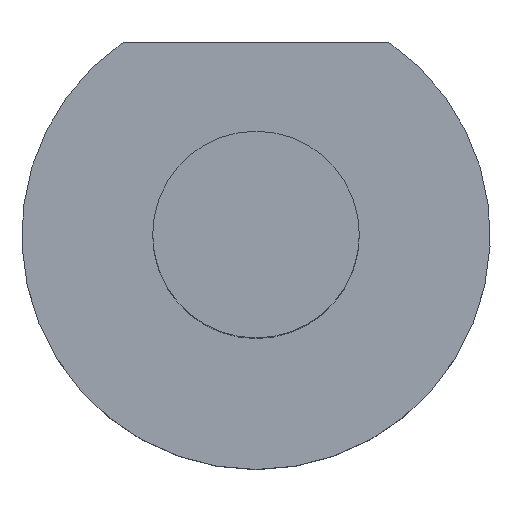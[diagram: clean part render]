
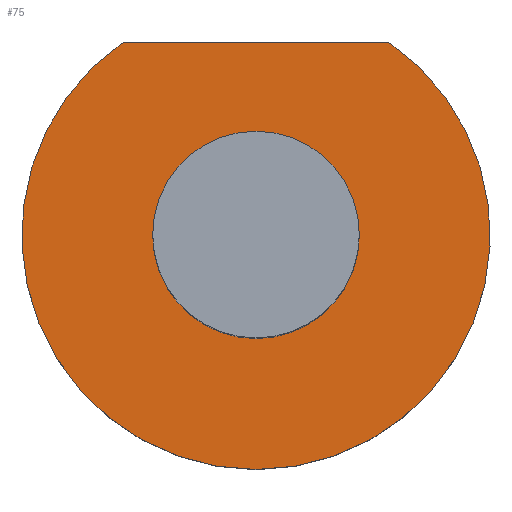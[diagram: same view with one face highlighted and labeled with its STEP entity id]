
A CAD part, top view. The second image highlights one B-rep face of the part: STEP entity #75.
In plain terms, the highlighted planar face has unit normal (0, 0, 1).
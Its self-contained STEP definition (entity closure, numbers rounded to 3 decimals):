
#40=FACE_BOUND('',#99,.T.);
#41=FACE_BOUND('',#100,.T.);
#55=LINE('',#334,#65);
#65=VECTOR('',#275,1.);
#75=ADVANCED_FACE('',(#40,#41),#85,.F.);
#85=PLANE('',#238);
#99=EDGE_LOOP('',(#120,#121));
#100=EDGE_LOOP('',(#122,#123));
#120=ORIENTED_EDGE('',*,*,#178,.T.);
#121=ORIENTED_EDGE('',*,*,#179,.F.);
#122=ORIENTED_EDGE('',*,*,#175,.T.);
#123=ORIENTED_EDGE('',*,*,#177,.T.);
#157=VERTEX_POINT('',#327);
#158=VERTEX_POINT('',#329);
#160=VERTEX_POINT('',#335);
#161=VERTEX_POINT('',#336);
#175=EDGE_CURVE('',#158,#157,#196,.T.);
#177=EDGE_CURVE('',#157,#158,#197,.T.);
#178=EDGE_CURVE('',#160,#161,#55,.T.);
#179=EDGE_CURVE('',#160,#161,#198,.T.);
#196=CIRCLE('',#234,15.);
#197=CIRCLE('',#235,15.);
#198=CIRCLE('',#237,34.);
#234=AXIS2_PLACEMENT_3D('',#328,#268,#269);
#235=AXIS2_PLACEMENT_3D('',#332,#271,#272);
#237=AXIS2_PLACEMENT_3D('',#337,#276,#277);
#238=AXIS2_PLACEMENT_3D('',#338,#278,#279);
#268=DIRECTION('',(0.,0.,-1.));
#269=DIRECTION('',(-1.,0.,0.));
#271=DIRECTION('',(0.,0.,-1.));
#272=DIRECTION('',(-1.,0.,0.));
#275=DIRECTION('',(-1.,0.,0.));
#276=DIRECTION('',(0.,0.,-1.));
#277=DIRECTION('',(-1.,0.,0.));
#278=DIRECTION('',(0.,0.,-1.));
#279=DIRECTION('',(0.,1.,0.));
#327=CARTESIAN_POINT('',(0.,-15.,0.));
#328=CARTESIAN_POINT('',(0.,0.,0.));
#329=CARTESIAN_POINT('',(0.,15.,0.));
#332=CARTESIAN_POINT('',(0.,0.,0.));
#334=CARTESIAN_POINT('',(-55.,28.,0.));
#335=CARTESIAN_POINT('',(19.287,28.,0.));
#336=CARTESIAN_POINT('',(-19.287,28.,0.));
#337=CARTESIAN_POINT('',(0.,0.,0.));
#338=CARTESIAN_POINT('',(0.,0.,0.));
